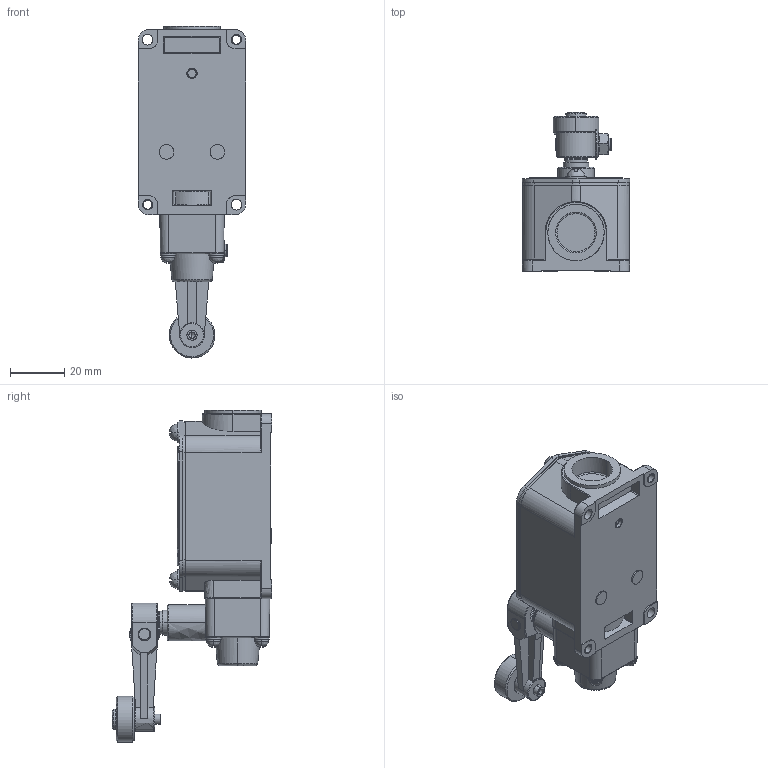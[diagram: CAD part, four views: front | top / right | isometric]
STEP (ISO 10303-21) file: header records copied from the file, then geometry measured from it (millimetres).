
FILE_DESCRIPTION(('FreeCAD Model'),'2;1');
FILE_NAME('Open CASCADE Shape Model','2025-04-30T08:38:37',('FreeCAD'),( 'FreeCAD'),'Open CASCADE STEP processor 7.6','FreeCAD','Unknown');
FILE_SCHEMA(('AUTOMOTIVE_DESIGN { 1 0 10303 214 1 1 1 1 }'));
Length unit declared in the file: millimetre
Products named in the file (1): Open CASCADE STEP translator 7.6 1
Bounding box: 39.62 x 58.78 x 122.23 mm (x, y, z)
Volume: 95108.6 mm3; surface area: 28144.9 mm2
Topology: 3 solids, 34 shells, 891 faces, 2374 edges, 1475 vertices
Faces by surface type: bspline 891
Entity records: 29946 total; most frequent: CARTESIAN_POINT 16623, ORIENTED_EDGE 4662, EDGE_CURVE 2372, B_SPLINE_CURVE_WITH_KNOTS 1483, VERTEX_POINT 1475, FACE_BOUND 970, EDGE_LOOP 970, ADVANCED_FACE 891
